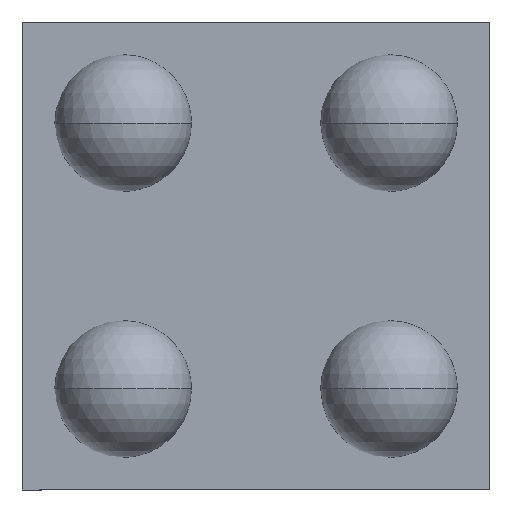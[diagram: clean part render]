
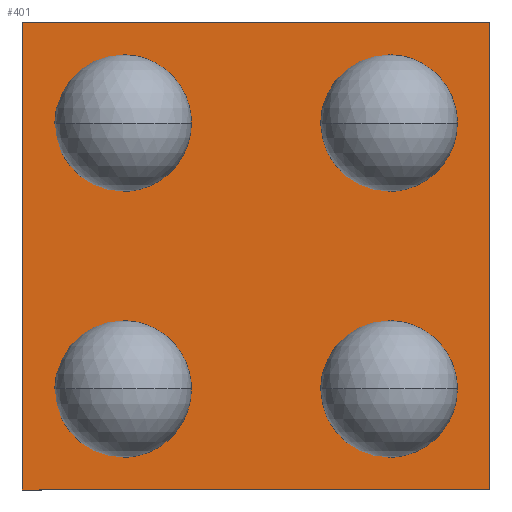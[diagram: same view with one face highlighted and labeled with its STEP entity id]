
A CAD part, front view. The second image highlights one B-rep face of the part: STEP entity #401.
In plain terms, the highlighted planar face has unit normal (0, -1, 0).
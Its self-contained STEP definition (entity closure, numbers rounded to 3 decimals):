
#5 = EDGE_CURVE ( 'NONE', #506, #313, #389, .T. ) ;
#7 = CARTESIAN_POINT ( 'NONE',  ( -0.308, 0.13, -0.308 ) ) ;
#62 = ORIENTED_EDGE ( 'NONE', *, *, #340, .T. ) ;
#73 = CARTESIAN_POINT ( 'NONE',  ( 0.308, 0.13, -0.308 ) ) ;
#84 = DIRECTION ( 'NONE',  ( 1., 0., 0. ) ) ;
#104 = EDGE_CURVE ( 'NONE', #313, #133, #264, .T. ) ;
#133 = VERTEX_POINT ( 'NONE', #7 ) ;
#144 = LINE ( 'NONE', #362, #326 ) ;
#185 = DIRECTION ( 'NONE',  ( 0., 1., 0. ) ) ;
#202 = VECTOR ( 'NONE', #84, 1000. ) ;
#215 = CARTESIAN_POINT ( 'NONE',  ( -0.308, 0.13, 0.308 ) ) ;
#264 = LINE ( 'NONE', #215, #659 ) ;
#266 = CARTESIAN_POINT ( 'NONE',  ( 0.308, 0.13, 0.308 ) ) ;
#305 = DIRECTION ( 'NONE',  ( 0., 0., 1. ) ) ;
#313 = VERTEX_POINT ( 'NONE', #626 ) ;
#316 = VECTOR ( 'NONE', #333, 1000. ) ;
#326 = VECTOR ( 'NONE', #305, 1000. ) ;
#333 = DIRECTION ( 'NONE',  ( -1., 0., 0. ) ) ;
#340 = EDGE_CURVE ( 'NONE', #646, #506, #144, .T. ) ;
#344 = ORIENTED_EDGE ( 'NONE', *, *, #519, .T. ) ;
#362 = CARTESIAN_POINT ( 'NONE',  ( 0.308, 0.13, 0.308 ) ) ;
#389 = LINE ( 'NONE', #615, #316 ) ;
#401 = ADVANCED_FACE ( 'NONE', ( #532 ), #460, .F. ) ;
#402 = DIRECTION ( 'NONE',  ( 0., 0., 1. ) ) ;
#428 = LINE ( 'NONE', #459, #202 ) ;
#459 = CARTESIAN_POINT ( 'NONE',  ( 0.308, 0.13, -0.308 ) ) ;
#460 = PLANE ( 'NONE',  #693 ) ;
#493 = DIRECTION ( 'NONE',  ( 0., 0., -1. ) ) ;
#506 = VERTEX_POINT ( 'NONE', #266 ) ;
#515 = EDGE_LOOP ( 'NONE', ( #521, #344, #62, #673 ) ) ;
#519 = EDGE_CURVE ( 'NONE', #133, #646, #428, .T. ) ;
#521 = ORIENTED_EDGE ( 'NONE', *, *, #104, .T. ) ;
#532 = FACE_OUTER_BOUND ( 'NONE', #515, .T. ) ;
#615 = CARTESIAN_POINT ( 'NONE',  ( 0.308, 0.13, 0.308 ) ) ;
#626 = CARTESIAN_POINT ( 'NONE',  ( -0.308, 0.13, 0.308 ) ) ;
#646 = VERTEX_POINT ( 'NONE', #73 ) ;
#659 = VECTOR ( 'NONE', #493, 1000. ) ;
#673 = ORIENTED_EDGE ( 'NONE', *, *, #5, .T. ) ;
#675 = CARTESIAN_POINT ( 'NONE',  ( 0., 0.13, 0. ) ) ;
#693 = AXIS2_PLACEMENT_3D ( 'NONE', #675, #185, #402 ) ;
